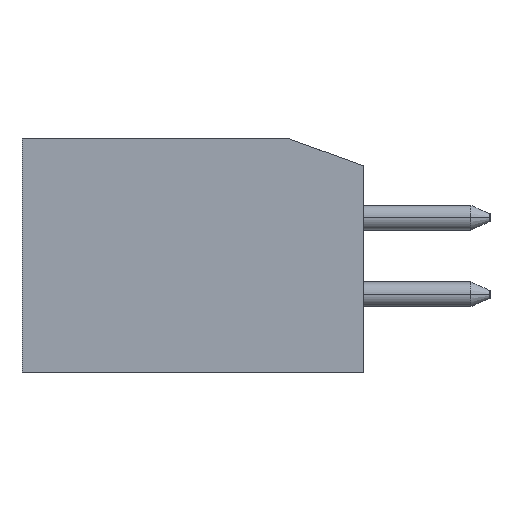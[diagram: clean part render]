
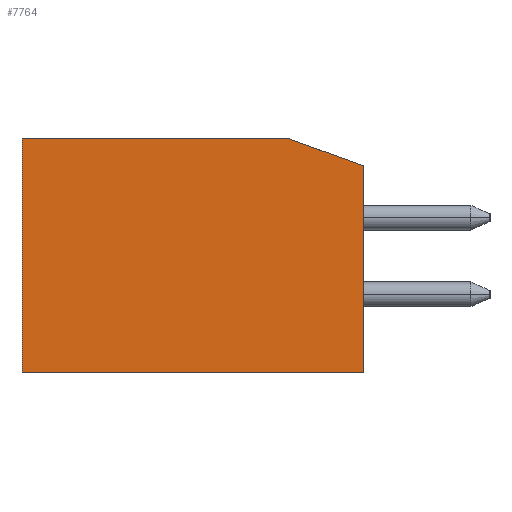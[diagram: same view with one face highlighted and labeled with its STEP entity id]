
A CAD part, left-side view. The second image highlights one B-rep face of the part: STEP entity #7764.
In plain terms, the highlighted planar face has unit normal (-1, 0, 0).
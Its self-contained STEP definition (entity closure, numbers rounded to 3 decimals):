
#13=DIRECTION('',(0.,0.,1.));
#14=VECTOR('',#13,6.1);
#15=CARTESIAN_POINT('',(-13.3,8.9,-3.05));
#16=LINE('',#15,#14);
#225=DIRECTION('',(0.,1.,0.));
#226=VECTOR('',#225,6.977);
#227=CARTESIAN_POINT('',(-13.3,1.923,3.05));
#228=LINE('',#227,#226);
#1897=DIRECTION('',(0.,0.,1.));
#1898=VECTOR('',#1897,5.4);
#1899=CARTESIAN_POINT('',(-13.3,0.,-3.05));
#1900=LINE('',#1899,#1898);
#2365=DIRECTION('',(0.,0.94,0.342));
#2366=VECTOR('',#2365,2.047);
#2367=CARTESIAN_POINT('',(-13.3,0.,2.35));
#2368=LINE('',#2367,#2366);
#2369=DIRECTION('',(0.,1.,0.));
#2370=VECTOR('',#2369,8.9);
#2371=CARTESIAN_POINT('',(-13.3,0.,-3.05));
#2372=LINE('',#2371,#2370);
#3621=CARTESIAN_POINT('',(-13.3,8.9,-3.05));
#3622=CARTESIAN_POINT('',(-13.3,8.9,3.05));
#3623=VERTEX_POINT('',#3621);
#3624=VERTEX_POINT('',#3622);
#3629=CARTESIAN_POINT('',(-13.3,0.,-3.05));
#3630=VERTEX_POINT('',#3629);
#3653=CARTESIAN_POINT('',(-13.3,0.,2.35));
#3654=CARTESIAN_POINT('',(-13.3,1.923,3.05));
#3655=VERTEX_POINT('',#3653);
#3656=VERTEX_POINT('',#3654);
#7752=CARTESIAN_POINT('',(-13.3,0.,-3.05));
#7753=DIRECTION('',(-1.,0.,0.));
#7754=DIRECTION('',(0.,0.,1.));
#7755=AXIS2_PLACEMENT_3D('',#7752,#7753,#7754);
#7756=PLANE('',#7755);
#7757=ORIENTED_EDGE('',*,*,#5078,.F.);
#7758=ORIENTED_EDGE('',*,*,#7144,.F.);
#7759=ORIENTED_EDGE('',*,*,#7027,.T.);
#7760=ORIENTED_EDGE('',*,*,#4672,.T.);
#7761=ORIENTED_EDGE('',*,*,#5056,.F.);
#7762=EDGE_LOOP('',(#7757,#7758,#7759,#7760,#7761));
#7763=FACE_OUTER_BOUND('',#7762,.F.);
#4672=EDGE_CURVE('',#3623,#3624,#16,.T.);
#5056=EDGE_CURVE('',#3656,#3624,#228,.T.);
#5078=EDGE_CURVE('',#3655,#3656,#2368,.T.);
#7027=EDGE_CURVE('',#3630,#3623,#2372,.T.);
#7144=EDGE_CURVE('',#3630,#3655,#1900,.T.);
#7764=ADVANCED_FACE('',(#7763),#7756,.T.);
